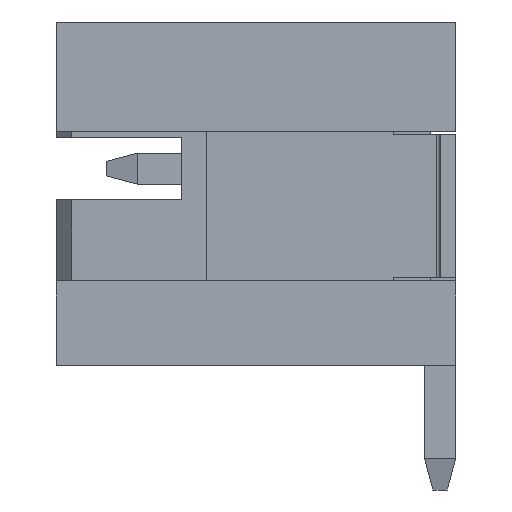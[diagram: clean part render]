
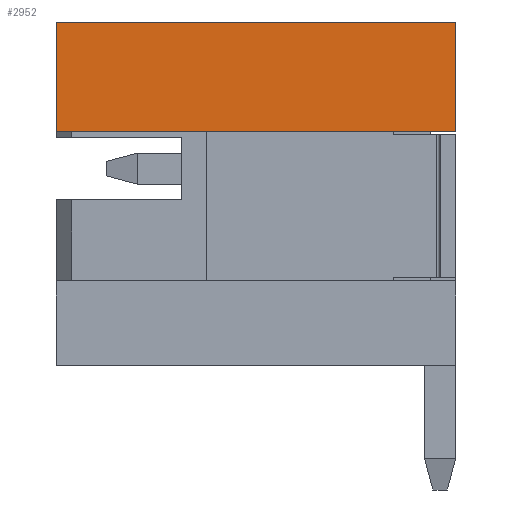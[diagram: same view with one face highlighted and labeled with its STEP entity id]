
A CAD part, left-side view. The second image highlights one B-rep face of the part: STEP entity #2952.
In plain terms, the highlighted planar face has unit normal (-1, 0, 0).
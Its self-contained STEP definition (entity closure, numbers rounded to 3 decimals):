
#567 = FACE_OUTER_BOUND ( 'NONE', #4548, .T. ) ;
#784 = VECTOR ( 'NONE', #2961, 1000. ) ;
#1002 = VERTEX_POINT ( 'NONE', #3381 ) ;
#2058 = CARTESIAN_POINT ( 'NONE',  ( -3., 0., 0.6 ) ) ;
#2181 = CARTESIAN_POINT ( 'NONE',  ( -3., 0., 2.35 ) ) ;
#2197 = DIRECTION ( 'NONE',  ( 0., 0., 1. ) ) ;
#2421 = VECTOR ( 'NONE', #9847, 1000. ) ;
#2827 = CARTESIAN_POINT ( 'NONE',  ( -3., 0., 2.35 ) ) ;
#2952 = ADVANCED_FACE ( 'NONE', ( #567 ), #5356, .F. ) ;
#2961 = DIRECTION ( 'NONE',  ( 0., 1., 0. ) ) ;
#2999 = DIRECTION ( 'NONE',  ( 0., 0., -1. ) ) ;
#3034 = DIRECTION ( 'NONE',  ( 1., 0., 0. ) ) ;
#3069 = CARTESIAN_POINT ( 'NONE',  ( -3., 0., 0. ) ) ;
#3210 = LINE ( 'NONE', #2058, #784 ) ;
#3381 = CARTESIAN_POINT ( 'NONE',  ( -3., 6.4, 0.6 ) ) ;
#3612 = ORIENTED_EDGE ( 'NONE', *, *, #5737, .F. ) ;
#3838 = VERTEX_POINT ( 'NONE', #6973 ) ;
#4067 = EDGE_CURVE ( 'NONE', #3838, #1002, #3210, .T. ) ;
#4225 = ORIENTED_EDGE ( 'NONE', *, *, #9051, .F. ) ;
#4548 = EDGE_LOOP ( 'NONE', ( #3612, #8433, #7522, #4225 ) ) ;
#4566 = LINE ( 'NONE', #2181, #5814 ) ;
#4817 = EDGE_CURVE ( 'NONE', #7952, #3838, #4566, .T. ) ;
#5356 = PLANE ( 'NONE',  #7095 ) ;
#5737 = EDGE_CURVE ( 'NONE', #1002, #8816, #8616, .T. ) ;
#5814 = VECTOR ( 'NONE', #7879, 1000. ) ;
#6973 = CARTESIAN_POINT ( 'NONE',  ( -3., 0., 0.6 ) ) ;
#7095 = AXIS2_PLACEMENT_3D ( 'NONE', #3069, #3034, #2999 ) ;
#7223 = CARTESIAN_POINT ( 'NONE',  ( -3., 6.4, 2.35 ) ) ;
#7522 = ORIENTED_EDGE ( 'NONE', *, *, #4817, .F. ) ;
#7879 = DIRECTION ( 'NONE',  ( 0., 0., -1. ) ) ;
#7952 = VERTEX_POINT ( 'NONE', #2827 ) ;
#8433 = ORIENTED_EDGE ( 'NONE', *, *, #4067, .F. ) ;
#8616 = LINE ( 'NONE', #10455, #9763 ) ;
#8816 = VERTEX_POINT ( 'NONE', #7223 ) ;
#8958 = CARTESIAN_POINT ( 'NONE',  ( -3., 6.4, 2.35 ) ) ;
#9051 = EDGE_CURVE ( 'NONE', #8816, #7952, #9292, .T. ) ;
#9292 = LINE ( 'NONE', #8958, #2421 ) ;
#9763 = VECTOR ( 'NONE', #2197, 1000. ) ;
#9847 = DIRECTION ( 'NONE',  ( 0., -1., 0. ) ) ;
#10455 = CARTESIAN_POINT ( 'NONE',  ( -3., 6.4, 2.35 ) ) ;
